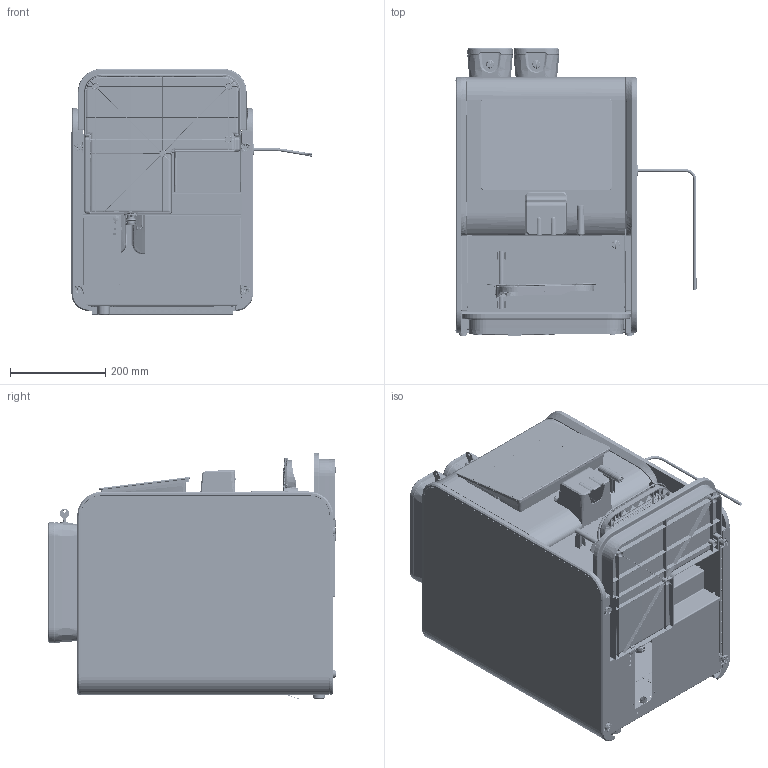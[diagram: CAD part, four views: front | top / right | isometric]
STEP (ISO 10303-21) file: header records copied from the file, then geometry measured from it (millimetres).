
FILE_DESCRIPTION(/* description */ (''),/* implementation_level */ '2;1');
FILE_NAME(/* name */ 'OptiMe_21-22_FM_1007044-1007045.stp',/* time_stamp */ '2019-04-04T10:50:43+02:00',/* author */ ('jan'),/* organization */ (''),/* preprocessor_version */ 'ST-DEVELOPER v17.2',/* originating_system */ 'Autodesk Inventor 2019',/* authorisation */ '');
FILE_SCHEMA (('AUTOMOTIVE_DESIGN { 1 0 10303 214 3 1 1 }'));
Products named in the file (1): Hoofdsamenstelling Compresso_Shrinkwrap_4
Bounding box: 505.14 x 601.65 x 515.46 mm (x, y, z)
Volume: 544.1 mm3; surface area: 3018195.6 mm2
Topology: 1 solids, 197 shells, 5901 faces, 22170 edges, 15834 vertices
Faces by surface type: plane 1958, bspline 1608, cylinder 1504, cone 330, torus 302, sphere 199
Full cylindrical faces by diameter (mm): 1.5 x2, 2 x1, 2.955 x2, 3 x19, 3.242 x4, 4 x4, 4.2 x3, 4.9 x2, 5 x6, 5.4 x3, 5.5 x2, 5.91 x1, 6 x3, 6.076 x2, 6.86 x4, 7 x1, 12 x1, 12.7 x1, 12.9 x2, 13 x3, 13.005 x2, 14.275 x2, 16 x1, 16.662 x2, 17 x5, 18.5 x2, 19.75 x1, 24 x2, 25 x1, 26 x1
Entity records: 333772 total; most frequent: CARTESIAN_POINT 155769, ORIENTED_EDGE 33942, DIRECTION 32093, EDGE_CURVE 22032, VERTEX_POINT 15844, AXIS2_PLACEMENT_3D 11032, LINE 10029, VECTOR 10029
